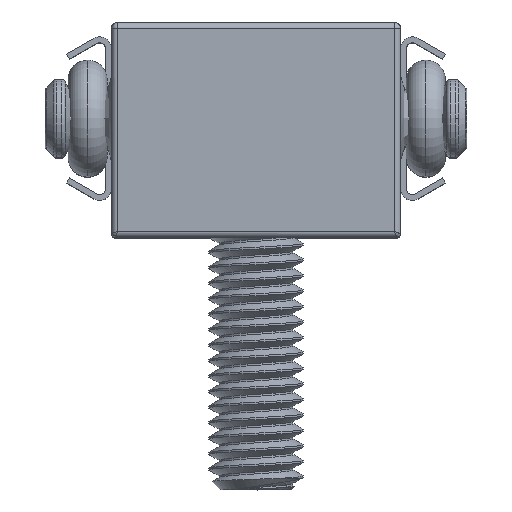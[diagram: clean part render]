
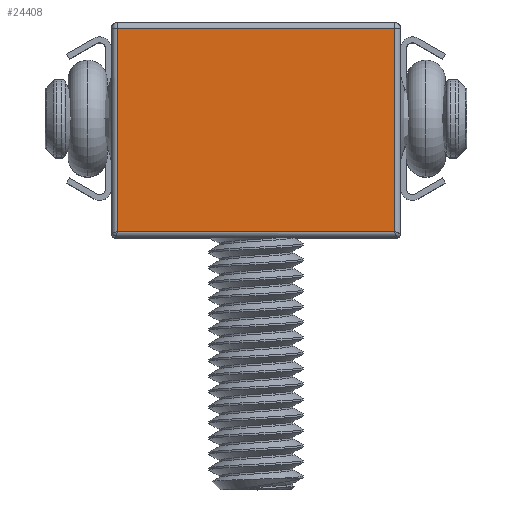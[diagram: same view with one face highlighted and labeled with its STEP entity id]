
A CAD part, top view. The second image highlights one B-rep face of the part: STEP entity #24408.
In plain terms, the highlighted face is planar.
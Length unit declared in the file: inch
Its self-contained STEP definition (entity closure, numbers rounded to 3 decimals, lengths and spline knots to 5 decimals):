
#1040 = CARTESIAN_POINT ( 'NONE',  ( 0.58268, 0., 0.01181 ) ) ;
#2358 = VERTEX_POINT ( 'NONE', #18459 ) ;
#3140 = DIRECTION ( 'NONE',  ( 1., 0., 0. ) ) ;
#3564 = LINE ( 'NONE', #1040, #24338 ) ;
#4222 = DIRECTION ( 'NONE',  ( 0., 0., 1. ) ) ;
#4806 = FACE_OUTER_BOUND ( 'NONE', #6788, .T. ) ;
#6788 = EDGE_LOOP ( 'NONE', ( #9692, #20626, #11452, #22370 ) ) ;
#7625 = CARTESIAN_POINT ( 'NONE',  ( 0.01181, 0., 0. ) ) ;
#8088 = AXIS2_PLACEMENT_3D ( 'NONE', #8379, #24493, #12398 ) ;
#8379 = CARTESIAN_POINT ( 'NONE',  ( 0.58268, 0., 0. ) ) ;
#8789 = VERTEX_POINT ( 'NONE', #20651 ) ;
#9692 = ORIENTED_EDGE ( 'NONE', *, *, #23928, .T. ) ;
#10372 = VECTOR ( 'NONE', #25126, 39.37008 ) ;
#11028 = CARTESIAN_POINT ( 'NONE',  ( 0.58268, 0., 0.42126 ) ) ;
#11077 = EDGE_CURVE ( 'NONE', #17242, #21764, #22368, .T. ) ;
#11452 = ORIENTED_EDGE ( 'NONE', *, *, #16685, .T. ) ;
#12168 = CARTESIAN_POINT ( 'NONE',  ( 0.57087, 0., 0. ) ) ;
#12398 = DIRECTION ( 'NONE',  ( 0., 0., -1. ) ) ;
#15449 = LINE ( 'NONE', #7625, #25540 ) ;
#16358 = VECTOR ( 'NONE', #4222, 39.37008 ) ;
#16685 = EDGE_CURVE ( 'NONE', #21764, #8789, #21107, .T. ) ;
#17242 = VERTEX_POINT ( 'NONE', #20690 ) ;
#18459 = CARTESIAN_POINT ( 'NONE',  ( 0.01181, 0., 0.01181 ) ) ;
#19751 = EDGE_CURVE ( 'NONE', #8789, #2358, #15449, .T. ) ;
#20442 = PLANE ( 'NONE',  #8088 ) ;
#20626 = ORIENTED_EDGE ( 'NONE', *, *, #11077, .T. ) ;
#20651 = CARTESIAN_POINT ( 'NONE',  ( 0.01181, 0., 0.42126 ) ) ;
#20690 = CARTESIAN_POINT ( 'NONE',  ( 0.57087, 0., 0.01181 ) ) ;
#21107 = LINE ( 'NONE', #11028, #10372 ) ;
#21701 = DIRECTION ( 'NONE',  ( 0., 0., -1. ) ) ;
#21764 = VERTEX_POINT ( 'NONE', #23938 ) ;
#22368 = LINE ( 'NONE', #12168, #16358 ) ;
#22370 = ORIENTED_EDGE ( 'NONE', *, *, #19751, .T. ) ;
#23928 = EDGE_CURVE ( 'NONE', #2358, #17242, #3564, .T. ) ;
#23938 = CARTESIAN_POINT ( 'NONE',  ( 0.57087, 0., 0.42126 ) ) ;
#24338 = VECTOR ( 'NONE', #3140, 39.37008 ) ;
#24408 = ADVANCED_FACE ( 'NONE', ( #4806 ), #20442, .T. ) ;
#24493 = DIRECTION ( 'NONE',  ( 0., -1., 0. ) ) ;
#25126 = DIRECTION ( 'NONE',  ( -1., 0., 0. ) ) ;
#25540 = VECTOR ( 'NONE', #21701, 39.37008 ) ;
